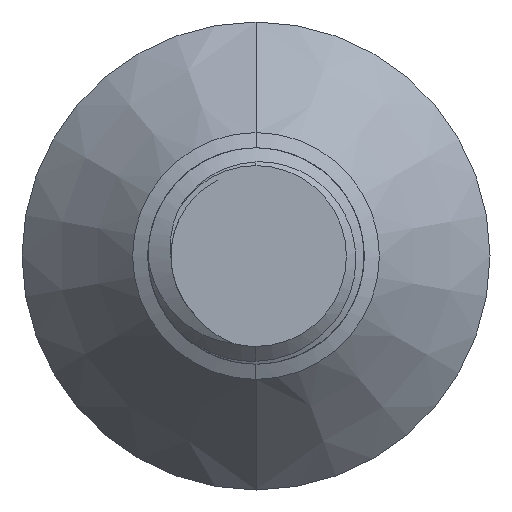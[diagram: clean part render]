
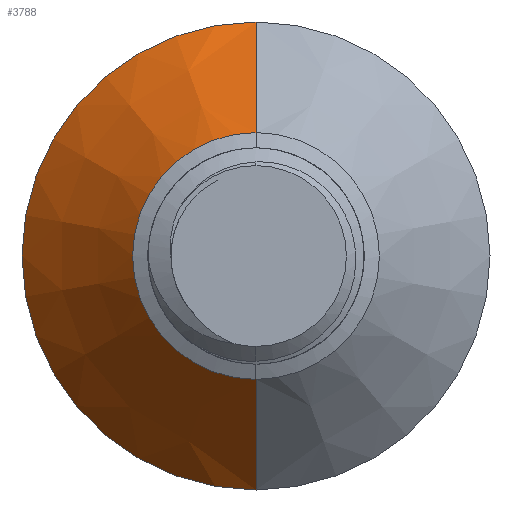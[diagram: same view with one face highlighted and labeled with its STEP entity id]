
A CAD part, left-side view. The second image highlights one B-rep face of the part: STEP entity #3788.
In plain terms, the highlighted conical face has half-angle 41 degrees and reference radius 5.22 mm.
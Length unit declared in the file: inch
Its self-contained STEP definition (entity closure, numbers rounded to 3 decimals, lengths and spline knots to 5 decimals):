
#175 = CONICAL_SURFACE ( 'NONE', #7360, 0.2055, 0.716 ) ;
#229 = EDGE_LOOP ( 'NONE', ( #10018, #2936, #8574, #5729 ) ) ;
#921 = FACE_OUTER_BOUND ( 'NONE', #229, .T. ) ;
#979 = DIRECTION ( 'NONE',  ( 1., 0., 0. ) ) ;
#1390 = DIRECTION ( 'NONE',  ( 0.755, 0., 0.656 ) ) ;
#2262 = DIRECTION ( 'NONE',  ( -1., 0., 0. ) ) ;
#2337 = VERTEX_POINT ( 'NONE', #10131 ) ;
#2352 = EDGE_CURVE ( 'NONE', #4900, #2799, #4551, .T. ) ;
#2433 = DIRECTION ( 'NONE',  ( 0.755, 0., -0.656 ) ) ;
#2799 = VERTEX_POINT ( 'NONE', #9732 ) ;
#2936 = ORIENTED_EDGE ( 'NONE', *, *, #9595, .T. ) ;
#3394 = CARTESIAN_POINT ( 'NONE',  ( 0.5605, 0., 0.10837 ) ) ;
#3553 = CARTESIAN_POINT ( 'NONE',  ( 0.67223, 0., 0.2055 ) ) ;
#3699 = LINE ( 'NONE', #6323, #4784 ) ;
#3788 = ADVANCED_FACE ( 'NONE', ( #921 ), #175, .T. ) ;
#3821 = LINE ( 'NONE', #4441, #7503 ) ;
#4441 = CARTESIAN_POINT ( 'NONE',  ( 0.67223, 0., 0.2055 ) ) ;
#4551 = CIRCLE ( 'NONE', #6171, 0.10837 ) ;
#4784 = VECTOR ( 'NONE', #2433, 39.37008 ) ;
#4900 = VERTEX_POINT ( 'NONE', #3394 ) ;
#5344 = CARTESIAN_POINT ( 'NONE',  ( 0.5605, 0., 0. ) ) ;
#5729 = ORIENTED_EDGE ( 'NONE', *, *, #10014, .F. ) ;
#6171 = AXIS2_PLACEMENT_3D ( 'NONE', #5344, #2262, #7782 ) ;
#6323 = CARTESIAN_POINT ( 'NONE',  ( 0.67223, 0., -0.2055 ) ) ;
#6352 = DIRECTION ( 'NONE',  ( 1., 0., 0. ) ) ;
#7160 = CARTESIAN_POINT ( 'NONE',  ( 0.67223, 0., 0. ) ) ;
#7214 = CARTESIAN_POINT ( 'NONE',  ( 0.67223, 0., 0. ) ) ;
#7360 = AXIS2_PLACEMENT_3D ( 'NONE', #7160, #6352, #7945 ) ;
#7420 = AXIS2_PLACEMENT_3D ( 'NONE', #7214, #979, #8040 ) ;
#7503 = VECTOR ( 'NONE', #1390, 39.37008 ) ;
#7752 = CIRCLE ( 'NONE', #7420, 0.2055 ) ;
#7782 = DIRECTION ( 'NONE',  ( 0., 0., 1. ) ) ;
#7945 = DIRECTION ( 'NONE',  ( 0., 0., -1. ) ) ;
#8040 = DIRECTION ( 'NONE',  ( 0., 0., -1. ) ) ;
#8574 = ORIENTED_EDGE ( 'NONE', *, *, #9100, .F. ) ;
#9100 = EDGE_CURVE ( 'NONE', #2337, #10229, #7752, .T. ) ;
#9595 = EDGE_CURVE ( 'NONE', #4900, #10229, #3821, .T. ) ;
#9732 = CARTESIAN_POINT ( 'NONE',  ( 0.5605, 0., -0.10837 ) ) ;
#10014 = EDGE_CURVE ( 'NONE', #2799, #2337, #3699, .T. ) ;
#10018 = ORIENTED_EDGE ( 'NONE', *, *, #2352, .F. ) ;
#10131 = CARTESIAN_POINT ( 'NONE',  ( 0.67223, 0., -0.2055 ) ) ;
#10229 = VERTEX_POINT ( 'NONE', #3553 ) ;
